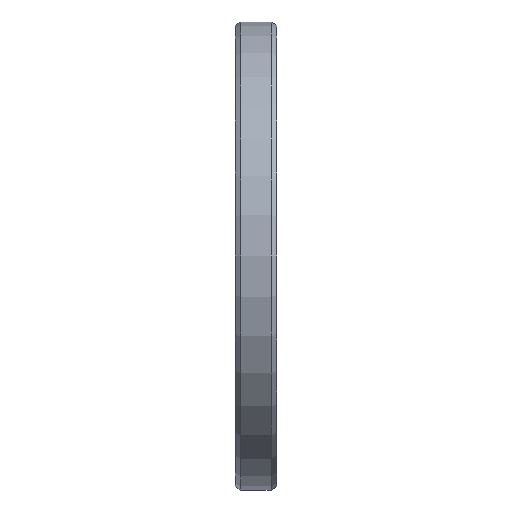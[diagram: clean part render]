
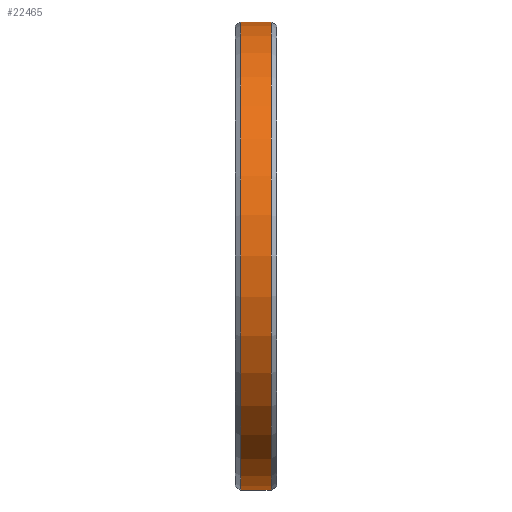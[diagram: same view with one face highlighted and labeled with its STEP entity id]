
A CAD part, left-side view. The second image highlights one B-rep face of the part: STEP entity #22465.
In plain terms, the highlighted cylindrical face has radius 85 mm (diameter 170 mm), a partial arc.
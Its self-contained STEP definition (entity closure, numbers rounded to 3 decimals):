
#21775=DIRECTION('',(0.,1.,0.));
#21776=VECTOR('',#21775,11.);
#21777=CARTESIAN_POINT('',(0.,-5.5,-85.));
#21778=LINE('',#21777,#21776);
#21782=DIRECTION('',(0.,1.,0.));
#21783=VECTOR('',#21782,11.);
#21784=CARTESIAN_POINT('',(0.,-5.5,85.));
#21785=LINE('',#21784,#21783);
#21789=CARTESIAN_POINT('',(0.,-5.5,0.));
#21790=DIRECTION('',(0.,1.,0.));
#21791=DIRECTION('',(0.,0.,-1.));
#21792=AXIS2_PLACEMENT_3D('',#21789,#21790,#21791);
#21827=CARTESIAN_POINT('',(0.,5.5,0.));
#21828=DIRECTION('',(0.,1.,0.));
#21829=DIRECTION('',(0.,0.,-1.));
#21830=AXIS2_PLACEMENT_3D('',#21827,#21828,#21829);
#21860=CARTESIAN_POINT('',(0.,-5.5,-85.));
#21862=VERTEX_POINT('',#21860);
#21863=CARTESIAN_POINT('',(0.,5.5,-85.));
#21864=VERTEX_POINT('',#21863);
#21892=CARTESIAN_POINT('',(0.,-5.5,85.));
#21894=VERTEX_POINT('',#21892);
#21895=CARTESIAN_POINT('',(0.,5.5,85.));
#21896=VERTEX_POINT('',#21895);
#22451=CARTESIAN_POINT('',(0.,184.924,0.));
#22452=DIRECTION('',(0.,-1.,0.));
#22453=DIRECTION('',(0.,0.,1.));
#22454=AXIS2_PLACEMENT_3D('',#22451,#22452,#22453);
#22455=CYLINDRICAL_SURFACE('',#22454,85.);
#22457=ORIENTED_EDGE('',*,*,#22456,.T.);
#22459=ORIENTED_EDGE('',*,*,#22458,.T.);
#22461=ORIENTED_EDGE('',*,*,#22460,.F.);
#22462=ORIENTED_EDGE('',*,*,#22437,.F.);
#22463=EDGE_LOOP('',(#22457,#22459,#22461,#22462));
#22464=FACE_OUTER_BOUND('',#22463,.F.);
#21793=CIRCLE('',#21792,85.);
#21831=CIRCLE('',#21830,85.);
#22437=EDGE_CURVE('',#21862,#21894,#21793,.T.);
#22456=EDGE_CURVE('',#21862,#21864,#21778,.T.);
#22458=EDGE_CURVE('',#21864,#21896,#21831,.T.);
#22460=EDGE_CURVE('',#21894,#21896,#21785,.T.);
#22465=ADVANCED_FACE('',(#22464),#22455,.T.);
